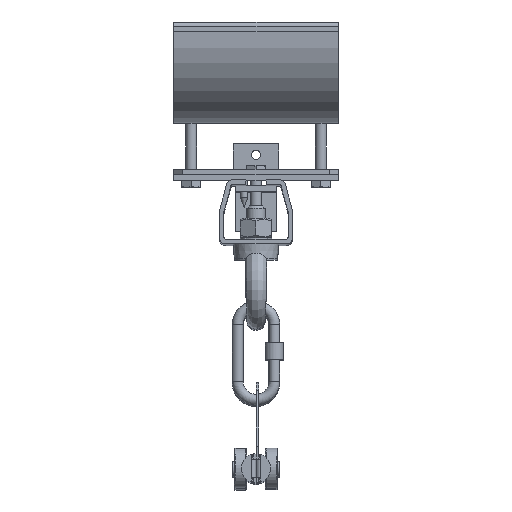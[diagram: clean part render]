
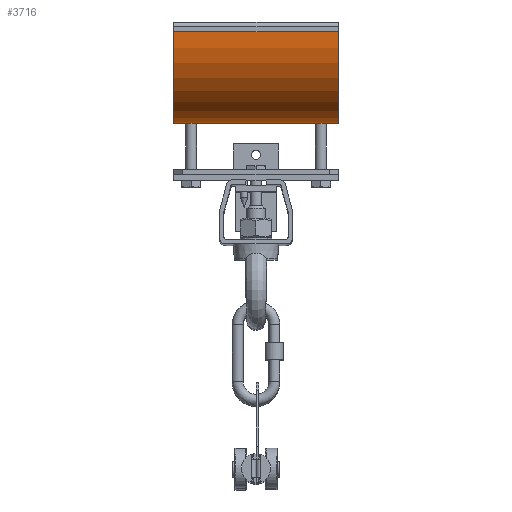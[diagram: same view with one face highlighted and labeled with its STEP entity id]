
A CAD part, top view. The second image highlights one B-rep face of the part: STEP entity #3716.
In plain terms, the highlighted cylindrical face has radius 50 mm (diameter 100 mm), a partial arc.
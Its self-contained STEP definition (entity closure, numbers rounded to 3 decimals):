
#3716=ADVANCED_FACE('',(#27285),#27287,.T.);
#27285=FACE_BOUND('',#27286,.T.);
#27286=EDGE_LOOP('',(#33064,#33065,#33066,#33067,#33068,#33069,#33070,#33071));
#27287=CYLINDRICAL_SURFACE('',#27288,50.);
#27288=AXIS2_PLACEMENT_3D('',#27289,#27290,#27291);
#27289=CARTESIAN_POINT('',(-31.5,116.5,109.71));
#27290=DIRECTION('',(-1.,0.,0.));
#27291=DIRECTION('',(0.,-1.,0.));
#33064=ORIENTED_EDGE('',*,*,#35803,.T.);
#33065=ORIENTED_EDGE('',*,*,#35804,.F.);
#33066=ORIENTED_EDGE('',*,*,#35801,.F.);
#33067=ORIENTED_EDGE('',*,*,#35790,.T.);
#33068=ORIENTED_EDGE('',*,*,#35800,.F.);
#33069=ORIENTED_EDGE('',*,*,#35794,.T.);
#33070=ORIENTED_EDGE('',*,*,#35799,.F.);
#33071=ORIENTED_EDGE('',*,*,#35805,.F.);
#35790=EDGE_CURVE('',#38337,#38339,#38342,.T.);
#35794=EDGE_CURVE('',#38343,#38345,#38348,.T.);
#35799=EDGE_CURVE('',#38356,#38345,#38358,.T.);
#35800=EDGE_CURVE('',#38343,#38339,#38359,.T.);
#35801=EDGE_CURVE('',#38337,#38360,#38361,.T.);
#35803=EDGE_CURVE('',#38363,#38364,#38365,.T.);
#35804=EDGE_CURVE('',#38360,#38364,#38366,.T.);
#35805=EDGE_CURVE('',#38363,#38356,#38367,.T.);
#38337=VERTEX_POINT('',#47467);
#38339=VERTEX_POINT('',#47471);
#38342=B_SPLINE_CURVE_WITH_KNOTS('',3,
(#47504,#47505,#47506,#47507,#47508,#47509,#47510,#47511,#47512,#47513,#47514,#47515,
#47516,#47517,#47518,#47519,#47520,#47521,#47522,#47523,#47524,#47525,#47526,#47527,
#47528,#47529,#47530,#47531,#47532),
.UNSPECIFIED.,.F.,.F.,
(4,1,1,1,1,1,1,1,1,1,1,1,1,1,1,1,1,1,1,1,1,1,1,1,1,1,4),
(0.,0.048,0.09,0.127,0.165,0.205,
0.244,0.283,0.322,0.361,0.401,
0.44,0.479,0.518,0.556,0.595,
0.634,0.674,0.713,0.752,0.791,
0.83,0.869,0.908,0.947,0.977,
1.),
.UNSPECIFIED.);
#38343=VERTEX_POINT('',#47533);
#38345=VERTEX_POINT('',#47537);
#38348=B_SPLINE_CURVE_WITH_KNOTS('',3,
(#47570,#47571,#47572,#47573,#47574,#47575,#47576,#47577,#47578,#47579,#47580,#47581,
#47582,#47583,#47584,#47585,#47586,#47587,#47588,#47589,#47590,#47591,#47592,#47593,
#47594,#47595,#47596,#47597,#47598),
.UNSPECIFIED.,.F.,.F.,
(4,1,1,1,1,1,1,1,1,1,1,1,1,1,1,1,1,1,1,1,1,1,1,1,1,1,4),
(0.,0.048,0.09,0.127,0.165,0.205,
0.244,0.283,0.322,0.361,0.401,
0.44,0.479,0.518,0.556,0.595,
0.634,0.674,0.713,0.752,0.791,
0.83,0.869,0.908,0.947,0.977,
1.),
.UNSPECIFIED.);
#38356=VERTEX_POINT('',#47614);
#38358=LINE('',#47619,#47620);
#38359=LINE('',#47622,#47623);
#38360=VERTEX_POINT('',#47625);
#38361=LINE('',#47626,#47627);
#38363=VERTEX_POINT('',#47633);
#38364=VERTEX_POINT('',#47634);
#38365=LINE('',#47635,#47636);
#38366=CIRCLE('',#47638,50.);
#38367=CIRCLE('',#47642,50.);
#47467=CARTESIAN_POINT('',(-39.5,66.5,109.71));
#47471=CARTESIAN_POINT('',(-31.5,66.5,109.71));
#47504=CARTESIAN_POINT('',(-39.5,66.5,109.71));
#47505=CARTESIAN_POINT('',(-39.5,66.5,109.915));
#47506=CARTESIAN_POINT('',(-39.472,66.502,110.297));
#47507=CARTESIAN_POINT('',(-39.357,66.512,110.827));
#47508=CARTESIAN_POINT('',(-39.193,66.525,111.3));
#47509=CARTESIAN_POINT('',(-38.979,66.541,111.741));
#47510=CARTESIAN_POINT('',(-38.709,66.559,112.158));
#47511=CARTESIAN_POINT('',(-38.389,66.58,112.541));
#47512=CARTESIAN_POINT('',(-38.026,66.6,112.88));
#47513=CARTESIAN_POINT('',(-37.624,66.62,113.171));
#47514=CARTESIAN_POINT('',(-37.191,66.637,113.41));
#47515=CARTESIAN_POINT('',(-36.733,66.651,113.592));
#47516=CARTESIAN_POINT('',(-36.257,66.661,113.716));
#47517=CARTESIAN_POINT('',(-35.77,66.666,113.78));
#47518=CARTESIAN_POINT('',(-35.279,66.666,113.783));
#47519=CARTESIAN_POINT('',(-34.792,66.661,113.725));
#47520=CARTESIAN_POINT('',(-34.315,66.652,113.608));
#47521=CARTESIAN_POINT('',(-33.855,66.639,113.431));
#47522=CARTESIAN_POINT('',(-33.42,66.622,113.199));
#47523=CARTESIAN_POINT('',(-33.015,66.602,112.913));
#47524=CARTESIAN_POINT('',(-32.647,66.582,112.579));
#47525=CARTESIAN_POINT('',(-32.323,66.562,112.201));
#47526=CARTESIAN_POINT('',(-32.047,66.542,111.786));
#47527=CARTESIAN_POINT('',(-31.823,66.526,111.339));
#47528=CARTESIAN_POINT('',(-31.656,66.513,110.872));
#47529=CARTESIAN_POINT('',(-31.554,66.504,110.422));
#47530=CARTESIAN_POINT('',(-31.508,66.501,110.034));
#47531=CARTESIAN_POINT('',(-31.5,66.5,109.807));
#47532=CARTESIAN_POINT('',(-31.5,66.5,109.71));
#47533=CARTESIAN_POINT('',(31.5,66.5,109.71));
#47537=CARTESIAN_POINT('',(39.5,66.5,109.71));
#47570=CARTESIAN_POINT('',(31.5,66.5,109.71));
#47571=CARTESIAN_POINT('',(31.5,66.5,109.915));
#47572=CARTESIAN_POINT('',(31.528,66.502,110.297));
#47573=CARTESIAN_POINT('',(31.643,66.512,110.827));
#47574=CARTESIAN_POINT('',(31.807,66.525,111.3));
#47575=CARTESIAN_POINT('',(32.021,66.541,111.741));
#47576=CARTESIAN_POINT('',(32.291,66.559,112.158));
#47577=CARTESIAN_POINT('',(32.611,66.58,112.541));
#47578=CARTESIAN_POINT('',(32.974,66.6,112.88));
#47579=CARTESIAN_POINT('',(33.376,66.62,113.171));
#47580=CARTESIAN_POINT('',(33.809,66.637,113.41));
#47581=CARTESIAN_POINT('',(34.267,66.651,113.592));
#47582=CARTESIAN_POINT('',(34.743,66.661,113.716));
#47583=CARTESIAN_POINT('',(35.23,66.666,113.78));
#47584=CARTESIAN_POINT('',(35.721,66.666,113.783));
#47585=CARTESIAN_POINT('',(36.208,66.661,113.725));
#47586=CARTESIAN_POINT('',(36.685,66.652,113.608));
#47587=CARTESIAN_POINT('',(37.145,66.639,113.431));
#47588=CARTESIAN_POINT('',(37.58,66.622,113.199));
#47589=CARTESIAN_POINT('',(37.985,66.602,112.913));
#47590=CARTESIAN_POINT('',(38.353,66.582,112.579));
#47591=CARTESIAN_POINT('',(38.677,66.562,112.201));
#47592=CARTESIAN_POINT('',(38.953,66.542,111.786));
#47593=CARTESIAN_POINT('',(39.177,66.526,111.339));
#47594=CARTESIAN_POINT('',(39.344,66.513,110.872));
#47595=CARTESIAN_POINT('',(39.446,66.504,110.422));
#47596=CARTESIAN_POINT('',(39.492,66.501,110.034));
#47597=CARTESIAN_POINT('',(39.5,66.5,109.807));
#47598=CARTESIAN_POINT('',(39.5,66.5,109.71));
#47614=CARTESIAN_POINT('',(45.,66.5,109.71));
#47619=CARTESIAN_POINT('',(45.,66.5,109.71));
#47620=VECTOR('',#47621,1.);
#47621=DIRECTION('',(-1.,0.,0.));
#47622=CARTESIAN_POINT('',(31.5,66.5,109.71));
#47623=VECTOR('',#47624,1.);
#47624=DIRECTION('',(-1.,0.,0.));
#47625=CARTESIAN_POINT('',(-45.,66.5,109.71));
#47626=CARTESIAN_POINT('',(-39.5,66.5,109.71));
#47627=VECTOR('',#47628,1.);
#47628=DIRECTION('',(-1.,0.,0.));
#47633=CARTESIAN_POINT('',(45.,116.5,159.71));
#47634=CARTESIAN_POINT('',(-45.,116.5,159.71));
#47635=CARTESIAN_POINT('',(45.,116.5,159.71));
#47636=VECTOR('',#47637,1.);
#47637=DIRECTION('',(-1.,0.,0.));
#47638=AXIS2_PLACEMENT_3D('',#47639,#47640,#47641);
#47639=CARTESIAN_POINT('',(-45.,116.5,109.71));
#47640=DIRECTION('',(-1.,0.,0.));
#47641=DIRECTION('',(0.,-1.,0.));
#47642=AXIS2_PLACEMENT_3D('',#47643,#47644,#47645);
#47643=CARTESIAN_POINT('',(45.,116.5,109.71));
#47644=DIRECTION('',(1.,0.,0.));
#47645=DIRECTION('',(0.,0.,1.));
